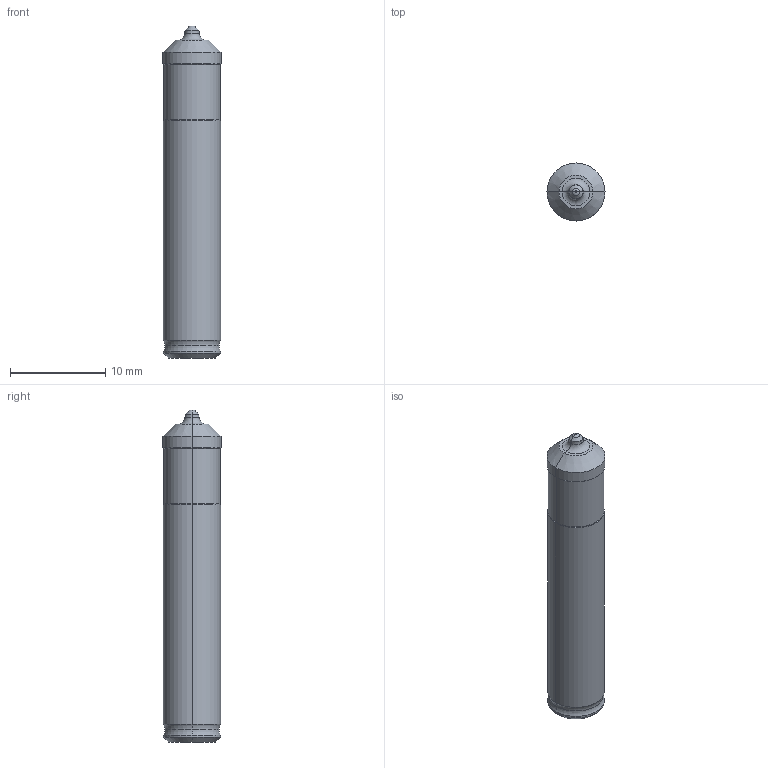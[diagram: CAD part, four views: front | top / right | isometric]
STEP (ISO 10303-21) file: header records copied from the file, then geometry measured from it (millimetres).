
FILE_DESCRIPTION (( 'STEP AP214' ), '1' );
FILE_NAME ('99616-06-6_N9MT05T1RC075.STEP', '2017-03-06T05:42:33', ( 'User' ), ( 'GENUINE' ), 'SwSTEP 2.0', 'SolidWorks 2012', '' );
FILE_SCHEMA (( 'AUTOMOTIVE_DESIGN' ));
Length unit declared in the file: millimetre
Products named in the file (1): 99616-06-6_N9MT05T1RC075
Bounding box: 6.1 x 6.1 x 34.92 mm (x, y, z)
Volume: 926.6 mm3; surface area: 669.3 mm2
Topology: 1 solids, 1 shells, 32 faces, 62 edges, 32 vertices
Faces by surface type: cone 14, torus 8, cylinder 8, plane 2
Entity records: 979 total; most frequent: DIRECTION 168, CARTESIAN_POINT 127, ORIENTED_EDGE 124, AXIS2_PLACEMENT_3D 73, EDGE_CURVE 62, CIRCLE 40, VERTEX_POINT 32, EDGE_LOOP 32
